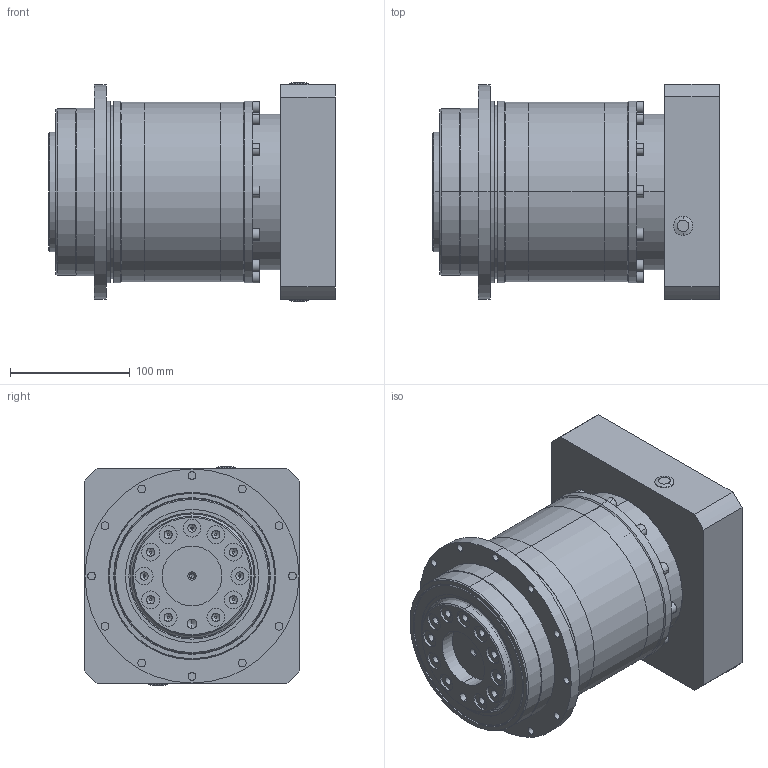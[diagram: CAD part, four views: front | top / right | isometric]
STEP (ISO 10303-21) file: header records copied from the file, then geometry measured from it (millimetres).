
FILE_DESCRIPTION (( 'STEP AP203' ), '1' );
FILE_NAME ('PGY140-L2-35-114.3-200-M12.STEP', '2020-06-01T06:42:03', ( 'ylmfeng' ), ( 'ylmfeng.com' ), 'SwSTEP 2.0', 'SolidWorks 2014', '' );
FILE_SCHEMA (( 'CONFIG_CONTROL_DESIGN' ));
Length unit declared in the file: millimetre
Products named in the file (1): PGY140-L2-35-114.3-200-M12
Bounding box: 239.5 x 180 x 183 mm (x, y, z)
Volume: 4349056.8 mm3; surface area: 432165.5 mm2
Topology: 30 solids, 31 shells, 704 faces, 1633 edges, 1033 vertices
Faces by surface type: plane 280, cylinder 255, cone 82, torus 59, bspline 28
Entity records: 21754 total; most frequent: CARTESIAN_POINT 5215, DIRECTION 3617, ORIENTED_EDGE 3242, EDGE_CURVE 1621, AXIS2_PLACEMENT_3D 1417, VERTEX_POINT 1033, EDGE_LOOP 850, VECTOR 783
